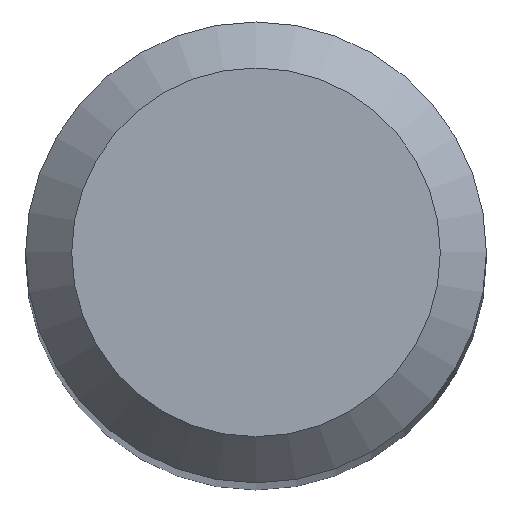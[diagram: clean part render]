
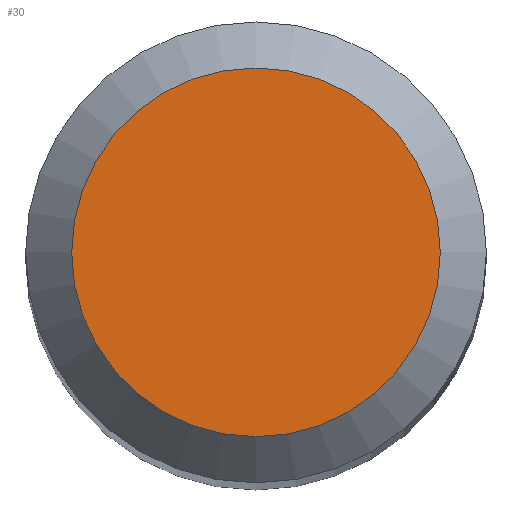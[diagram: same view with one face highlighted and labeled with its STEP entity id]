
A CAD part, top view. The second image highlights one B-rep face of the part: STEP entity #30.
In plain terms, the highlighted planar face has unit normal (0, 0, 1).
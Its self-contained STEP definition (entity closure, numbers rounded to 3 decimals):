
#7 = AXIS2_PLACEMENT_3D ( 'NONE', #241, #392, #210 ) ;
#20 = DIRECTION ( 'NONE',  ( -1., 0., 0. ) ) ;
#30 = ADVANCED_FACE ( 'NONE', ( #283 ), #231, .F. ) ;
#38 = ORIENTED_EDGE ( 'NONE', *, *, #267, .T. ) ;
#50 = AXIS2_PLACEMENT_3D ( 'NONE', #292, #227, #20 ) ;
#129 = CARTESIAN_POINT ( 'NONE',  ( 1.2, 0., 38. ) ) ;
#173 = VERTEX_POINT ( 'NONE', #129 ) ;
#178 = EDGE_LOOP ( 'NONE', ( #38 ) ) ;
#181 = CIRCLE ( 'NONE', #7, 1.2 ) ;
#210 = DIRECTION ( 'NONE',  ( 1., 0., 0. ) ) ;
#227 = DIRECTION ( 'NONE',  ( 0., 0., -1. ) ) ;
#231 = PLANE ( 'NONE',  #50 ) ;
#241 = CARTESIAN_POINT ( 'NONE',  ( 0., 0., 38. ) ) ;
#267 = EDGE_CURVE ( 'NONE', #173, #173, #181, .T. ) ;
#283 = FACE_OUTER_BOUND ( 'NONE', #178, .T. ) ;
#292 = CARTESIAN_POINT ( 'NONE',  ( 0., 1.2, 38. ) ) ;
#392 = DIRECTION ( 'NONE',  ( 0., 0., 1. ) ) ;
